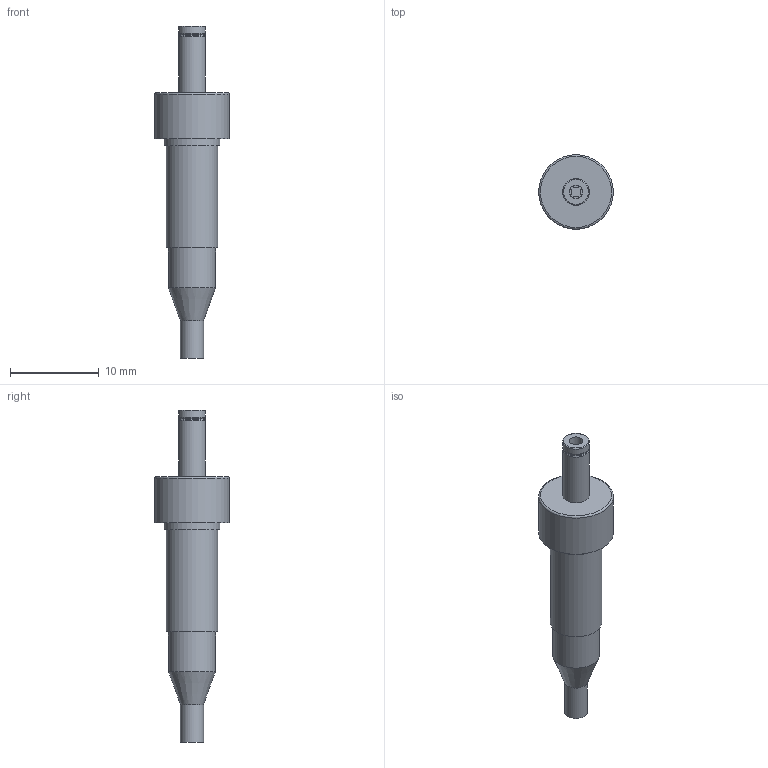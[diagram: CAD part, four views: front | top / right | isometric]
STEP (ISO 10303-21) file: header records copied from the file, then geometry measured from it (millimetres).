
FILE_DESCRIPTION(('FreeCAD Model'),'2;1');
FILE_NAME('Open CASCADE Shape Model','2025-04-29T19:01:00',('FreeCAD'),( 'FreeCAD'),'Open CASCADE STEP processor 7.6','FreeCAD','Unknown');
FILE_SCHEMA(('AUTOMOTIVE_DESIGN { 1 0 10303 214 1 1 1 1 }'));
Length unit declared in the file: millimetre
Products named in the file (1): Open CASCADE STEP translator 7.6 1
Bounding box: 8.4 x 8.4 x 37.4 mm (x, y, z)
Volume: 545.1 mm3; surface area: 1983.6 mm2
Topology: 8 solids, 8 shells, 118 faces, 240 edges, 155 vertices
Faces by surface type: plane 49, cylinder 38, torus 20, bspline 6, cone 5
Full cylindrical faces by diameter (mm): 0.2 x1, 1.4 x1, 1.5 x1, 1.8 x1, 2 x2, 2.5 x2, 2.6 x1, 3 x4, 3.5 x2, 3.8 x1, 3.9 x1, 4 x1, 4.3 x1, 4.4 x1, 4.6 x3, 4.8 x2, 5 x1, 5.3 x1, 5.8 x1, 6.3 x1, 6.4 x1, 6.8 x3, 8.4 x1
Entity records: 5514 total; most frequent: CARTESIAN_POINT 2942, DIRECTION 575, ORIENTED_EDGE 480, AXIS2_PLACEMENT_3D 250, EDGE_CURVE 240, VERTEX_POINT 155, FACE_BOUND 147, EDGE_LOOP 147
